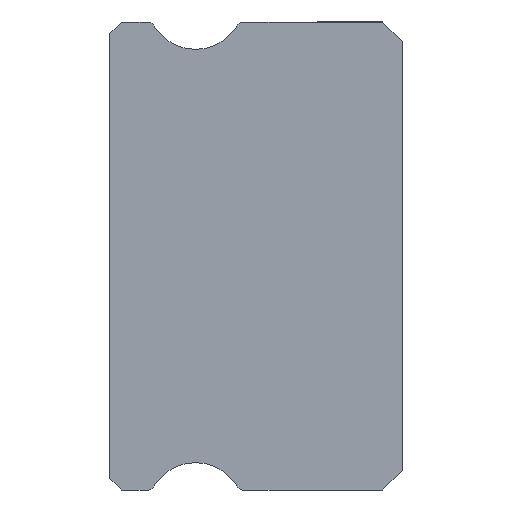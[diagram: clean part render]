
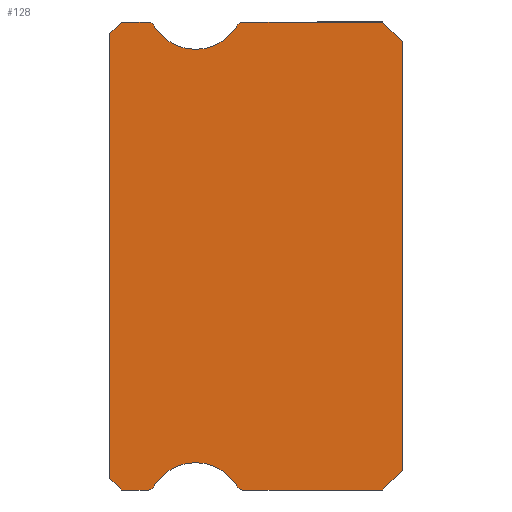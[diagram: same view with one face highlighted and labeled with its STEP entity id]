
A CAD part, left-side view. The second image highlights one B-rep face of the part: STEP entity #128.
In plain terms, the highlighted planar face has unit normal (-1, 0, 0).
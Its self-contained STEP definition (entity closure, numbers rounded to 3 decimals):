
#6 = EDGE_CURVE ( 'NONE', #438, #273, #742, .T. ) ;
#7 = CARTESIAN_POINT ( 'NONE',  ( -10., 0., 5.5 ) ) ;
#20 = VERTEX_POINT ( 'NONE', #1553 ) ;
#35 = DIRECTION ( 'NONE',  ( 1., 0., 0. ) ) ;
#37 = DIRECTION ( 'NONE',  ( 0., 1., 0. ) ) ;
#46 = CARTESIAN_POINT ( 'NONE',  ( -10., 7.5, 5.85 ) ) ;
#51 = VERTEX_POINT ( 'NONE', #1071 ) ;
#55 = CARTESIAN_POINT ( 'NONE',  ( -10., 6.383, 5.925 ) ) ;
#66 = DIRECTION ( 'NONE',  ( 0., -1., 0. ) ) ;
#74 = ORIENTED_EDGE ( 'NONE', *, *, #758, .F. ) ;
#89 = CARTESIAN_POINT ( 'NONE',  ( -10., 6.512, 5.85 ) ) ;
#101 = CIRCLE ( 'NONE', #1402, 0.15 ) ;
#105 = CARTESIAN_POINT ( 'NONE',  ( -10., 5.3, 6.55 ) ) ;
#107 = EDGE_CURVE ( 'NONE', #289, #1494, #855, .T. ) ;
#109 = ORIENTED_EDGE ( 'NONE', *, *, #107, .F. ) ;
#117 = ORIENTED_EDGE ( 'NONE', *, *, #1363, .F. ) ;
#128 = ADVANCED_FACE ( 'NONE', ( #943 ), #234, .F. ) ;
#130 = DIRECTION ( 'NONE',  ( 1., 0., 0. ) ) ;
#134 = ORIENTED_EDGE ( 'NONE', *, *, #956, .F. ) ;
#146 = DIRECTION ( 'NONE',  ( 0., 0.707, -0.707 ) ) ;
#148 = ORIENTED_EDGE ( 'NONE', *, *, #321, .F. ) ;
#159 = CARTESIAN_POINT ( 'NONE',  ( -10., 7.5, -5.7 ) ) ;
#172 = DIRECTION ( 'NONE',  ( 0., 0., -1. ) ) ;
#178 = VECTOR ( 'NONE', #1032, 1000. ) ;
#182 = LINE ( 'NONE', #46, #1147 ) ;
#209 = AXIS2_PLACEMENT_3D ( 'NONE', #105, #642, #383 ) ;
#230 = DIRECTION ( 'NONE',  ( 0., -1., 0. ) ) ;
#234 = PLANE ( 'NONE',  #1304 ) ;
#271 = VECTOR ( 'NONE', #1440, 1000. ) ;
#273 = VERTEX_POINT ( 'NONE', #7 ) ;
#276 = EDGE_CURVE ( 'NONE', #289, #51, #1356, .T. ) ;
#285 = ORIENTED_EDGE ( 'NONE', *, *, #550, .T. ) ;
#289 = VERTEX_POINT ( 'NONE', #549 ) ;
#316 = VERTEX_POINT ( 'NONE', #159 ) ;
#321 = EDGE_CURVE ( 'NONE', #1494, #584, #1107, .T. ) ;
#327 = VECTOR ( 'NONE', #1469, 1000. ) ;
#362 = ORIENTED_EDGE ( 'NONE', *, *, #1323, .F. ) ;
#366 = CARTESIAN_POINT ( 'NONE',  ( -10., 7.5, 5.7 ) ) ;
#383 = DIRECTION ( 'NONE',  ( 0., 0., -1. ) ) ;
#387 = ORIENTED_EDGE ( 'NONE', *, *, #1135, .T. ) ;
#393 = VERTEX_POINT ( 'NONE', #903 ) ;
#392 = LINE ( 'NONE', #933, #327 ) ;
#395 = DIRECTION ( 'NONE',  ( 0., 0., -1. ) ) ;
#404 = DIRECTION ( 'NONE',  ( 1., 0., 0. ) ) ;
#430 = CARTESIAN_POINT ( 'NONE',  ( -10., 4.088, 5.85 ) ) ;
#438 = VERTEX_POINT ( 'NONE', #1548 ) ;
#439 = EDGE_CURVE ( 'NONE', #1070, #1612, #777, .T. ) ;
#447 = ORIENTED_EDGE ( 'NONE', *, *, #276, .T. ) ;
#482 = CARTESIAN_POINT ( 'NONE',  ( -10., 5.3, -6.55 ) ) ;
#498 = VECTOR ( 'NONE', #230, 1000. ) ;
#536 = ORIENTED_EDGE ( 'NONE', *, *, #1395, .F. ) ;
#539 = ORIENTED_EDGE ( 'NONE', *, *, #795, .F. ) ;
#549 = CARTESIAN_POINT ( 'NONE',  ( -10., 6.512, 6. ) ) ;
#550 = EDGE_CURVE ( 'NONE', #316, #393, #861, .T. ) ;
#564 = CARTESIAN_POINT ( 'NONE',  ( -10., 0., -5.5 ) ) ;
#572 = DIRECTION ( 'NONE',  ( 0., 0., -1. ) ) ;
#575 = ORIENTED_EDGE ( 'NONE', *, *, #1728, .F. ) ;
#584 = VERTEX_POINT ( 'NONE', #1308 ) ;
#598 = EDGE_CURVE ( 'NONE', #584, #1435, #1480, .T. ) ;
#607 = VERTEX_POINT ( 'NONE', #632 ) ;
#632 = CARTESIAN_POINT ( 'NONE',  ( -10., 0.5, 6. ) ) ;
#639 = CARTESIAN_POINT ( 'NONE',  ( -10., 6.512, 6. ) ) ;
#642 = DIRECTION ( 'NONE',  ( -1., 0., 0. ) ) ;
#650 = ORIENTED_EDGE ( 'NONE', *, *, #439, .F. ) ;
#699 = CARTESIAN_POINT ( 'NONE',  ( -10., 4.088, -5.85 ) ) ;
#713 = DIRECTION ( 'NONE',  ( -1., 0., 0. ) ) ;
#742 = LINE ( 'NONE', #1403, #178 ) ;
#746 = DIRECTION ( 'NONE',  ( 0., -0.707, -0.707 ) ) ;
#758 = EDGE_CURVE ( 'NONE', #438, #1232, #1087, .T. ) ;
#768 = LINE ( 'NONE', #366, #271 ) ;
#777 = CIRCLE ( 'NONE', #1626, 0.15 ) ;
#784 = CARTESIAN_POINT ( 'NONE',  ( -10., 6.383, -5.925 ) ) ;
#795 = EDGE_CURVE ( 'NONE', #1435, #1485, #101, .T. ) ;
#813 = CARTESIAN_POINT ( 'NONE',  ( -10., 6.512, -5.85 ) ) ;
#814 = ORIENTED_EDGE ( 'NONE', *, *, #1190, .F. ) ;
#842 = DIRECTION ( 'NONE',  ( 1., 0., 0. ) ) ;
#851 = CARTESIAN_POINT ( 'NONE',  ( -10., 4.217, 5.925 ) ) ;
#852 = DIRECTION ( 'NONE',  ( 0., 0., -1. ) ) ;
#855 = CIRCLE ( 'NONE', #1362, 0.15 ) ;
#861 = LINE ( 'NONE', #1408, #1027 ) ;
#864 = CIRCLE ( 'NONE', #921, 0.15 ) ;
#877 = CARTESIAN_POINT ( 'NONE',  ( -10., 0.5, 6. ) ) ;
#903 = CARTESIAN_POINT ( 'NONE',  ( -10., 7.2, -6. ) ) ;
#921 = AXIS2_PLACEMENT_3D ( 'NONE', #699, #35, #572 ) ;
#926 = ORIENTED_EDGE ( 'NONE', *, *, #6, .T. ) ;
#933 = CARTESIAN_POINT ( 'NONE',  ( -10., 6.512, -6. ) ) ;
#940 = VECTOR ( 'NONE', #37, 1000. ) ;
#943 = FACE_OUTER_BOUND ( 'NONE', #1209, .T. ) ;
#945 = VECTOR ( 'NONE', #146, 1000. ) ;
#956 = EDGE_CURVE ( 'NONE', #607, #273, #1026, .T. ) ;
#1009 = EDGE_CURVE ( 'NONE', #393, #1612, #1439, .T. ) ;
#1026 = LINE ( 'NONE', #877, #1710 ) ;
#1027 = VECTOR ( 'NONE', #1397, 1000. ) ;
#1032 = DIRECTION ( 'NONE',  ( 0., 0., 1. ) ) ;
#1065 = VERTEX_POINT ( 'NONE', #1184 ) ;
#1070 = VERTEX_POINT ( 'NONE', #784 ) ;
#1071 = CARTESIAN_POINT ( 'NONE',  ( -10., 7.2, 6. ) ) ;
#1087 = LINE ( 'NONE', #564, #945 ) ;
#1106 = CARTESIAN_POINT ( 'NONE',  ( -10., 4.088, 6. ) ) ;
#1107 = CIRCLE ( 'NONE', #1561, 1.25 ) ;
#1115 = AXIS2_PLACEMENT_3D ( 'NONE', #482, #1566, #1575 ) ;
#1135 = EDGE_CURVE ( 'NONE', #51, #1065, #768, .T. ) ;
#1147 = VECTOR ( 'NONE', #1246, 1000. ) ;
#1170 = DIRECTION ( 'NONE',  ( 0., 0., -1. ) ) ;
#1175 = CARTESIAN_POINT ( 'NONE',  ( -10., 6.512, -6. ) ) ;
#1184 = CARTESIAN_POINT ( 'NONE',  ( -10., 7.5, 5.7 ) ) ;
#1190 = EDGE_CURVE ( 'NONE', #1742, #1070, #1596, .T. ) ;
#1195 = CARTESIAN_POINT ( 'NONE',  ( -10., 0.5, -6. ) ) ;
#1209 = EDGE_LOOP ( 'NONE', ( #387, #117, #285, #1687, #650, #814, #536, #362, #74, #926, #134, #575, #539, #1284, #148, #109, #447 ) ) ;
#1232 = VERTEX_POINT ( 'NONE', #1195 ) ;
#1246 = DIRECTION ( 'NONE',  ( 0., 0., 1. ) ) ;
#1257 = CARTESIAN_POINT ( 'NONE',  ( -10., 5.3, 6.55 ) ) ;
#1284 = ORIENTED_EDGE ( 'NONE', *, *, #598, .F. ) ;
#1304 = AXIS2_PLACEMENT_3D ( 'NONE', #89, #130, #1170 ) ;
#1308 = CARTESIAN_POINT ( 'NONE',  ( -10., 5.3, 5.3 ) ) ;
#1323 = EDGE_CURVE ( 'NONE', #1232, #20, #392, .T. ) ;
#1356 = LINE ( 'NONE', #1496, #940 ) ;
#1362 = AXIS2_PLACEMENT_3D ( 'NONE', #1456, #404, #395 ) ;
#1363 = EDGE_CURVE ( 'NONE', #316, #1065, #182, .T. ) ;
#1395 = EDGE_CURVE ( 'NONE', #20, #1742, #864, .T. ) ;
#1397 = DIRECTION ( 'NONE',  ( 0., -0.707, -0.707 ) ) ;
#1399 = VECTOR ( 'NONE', #66, 1000. ) ;
#1402 = AXIS2_PLACEMENT_3D ( 'NONE', #430, #842, #172 ) ;
#1403 = CARTESIAN_POINT ( 'NONE',  ( -10., 0., 5.5 ) ) ;
#1408 = CARTESIAN_POINT ( 'NONE',  ( -10., 7.2, -6. ) ) ;
#1431 = CARTESIAN_POINT ( 'NONE',  ( -10., 4.217, -5.925 ) ) ;
#1435 = VERTEX_POINT ( 'NONE', #851 ) ;
#1439 = LINE ( 'NONE', #1175, #498 ) ;
#1440 = DIRECTION ( 'NONE',  ( 0., 0.707, -0.707 ) ) ;
#1456 = CARTESIAN_POINT ( 'NONE',  ( -10., 6.512, 5.85 ) ) ;
#1469 = DIRECTION ( 'NONE',  ( 0., 1., 0. ) ) ;
#1480 = CIRCLE ( 'NONE', #209, 1.25 ) ;
#1485 = VERTEX_POINT ( 'NONE', #1106 ) ;
#1494 = VERTEX_POINT ( 'NONE', #55 ) ;
#1496 = CARTESIAN_POINT ( 'NONE',  ( -10., 7.2, 6. ) ) ;
#1548 = CARTESIAN_POINT ( 'NONE',  ( -10., 0., -5.5 ) ) ;
#1553 = CARTESIAN_POINT ( 'NONE',  ( -10., 4.088, -6. ) ) ;
#1561 = AXIS2_PLACEMENT_3D ( 'NONE', #1257, #713, #852 ) ;
#1562 = LINE ( 'NONE', #639, #1399 ) ;
#1566 = DIRECTION ( 'NONE',  ( -1., 0., 0. ) ) ;
#1575 = DIRECTION ( 'NONE',  ( 0., 0., -1. ) ) ;
#1589 = DIRECTION ( 'NONE',  ( 0., 0., -1. ) ) ;
#1596 = CIRCLE ( 'NONE', #1115, 1.25 ) ;
#1612 = VERTEX_POINT ( 'NONE', #1682 ) ;
#1615 = DIRECTION ( 'NONE',  ( 1., 0., 0. ) ) ;
#1626 = AXIS2_PLACEMENT_3D ( 'NONE', #813, #1615, #1589 ) ;
#1682 = CARTESIAN_POINT ( 'NONE',  ( -10., 6.512, -6. ) ) ;
#1687 = ORIENTED_EDGE ( 'NONE', *, *, #1009, .T. ) ;
#1710 = VECTOR ( 'NONE', #746, 1000. ) ;
#1728 = EDGE_CURVE ( 'NONE', #1485, #607, #1562, .T. ) ;
#1742 = VERTEX_POINT ( 'NONE', #1431 ) ;
